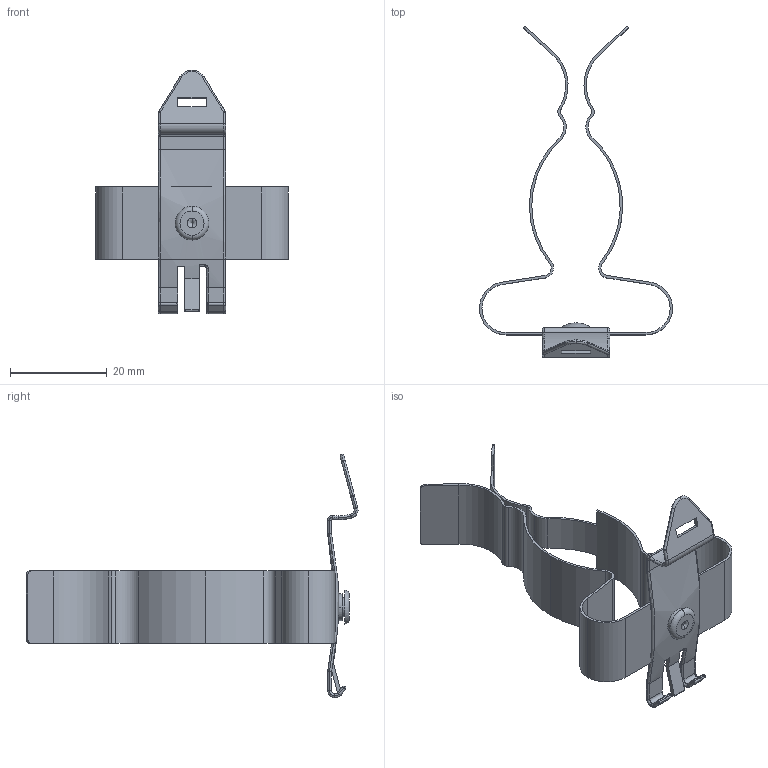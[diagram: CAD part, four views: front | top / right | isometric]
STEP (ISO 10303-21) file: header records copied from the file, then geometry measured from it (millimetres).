
FILE_DESCRIPTION (( 'STEP AP214' ), '1' );
FILE_NAME ('1012-011.STEP', '2024-06-28T11:52:47', ( '' ), ( '' ), 'SwSTEP 2.0', 'SolidWorks 2022', '' );
FILE_SCHEMA (( 'AUTOMOTIVE_DESIGN' ));
Length unit declared in the file: millimetre
Products named in the file (4): 1030-022; 1012-011; 1012-001.Kunde; 4x2,5_2,5mm Blechstärke
Assembly tree (3 placements, depth 2):
  1012-011
    1030-022
    4x2,5_2,5mm Blechstärke
    1012-001.Kunde
Bounding box: 39.99 x 68.8 x 50.51 mm (x, y, z)
Volume: 2013.2 mm3; surface area: 7328.2 mm2
Topology: 3 solids, 3 shells, 216 faces, 530 edges, 316 vertices
Faces by surface type: cylinder 109, plane 51, torus 40, bspline 10, sphere 6
Entity records: 8074 total; most frequent: CARTESIAN_POINT 2800, DIRECTION 1157, ORIENTED_EDGE 1044, EDGE_CURVE 522, AXIS2_PLACEMENT_3D 467, VERTEX_POINT 316, CIRCLE 255, EDGE_LOOP 226
